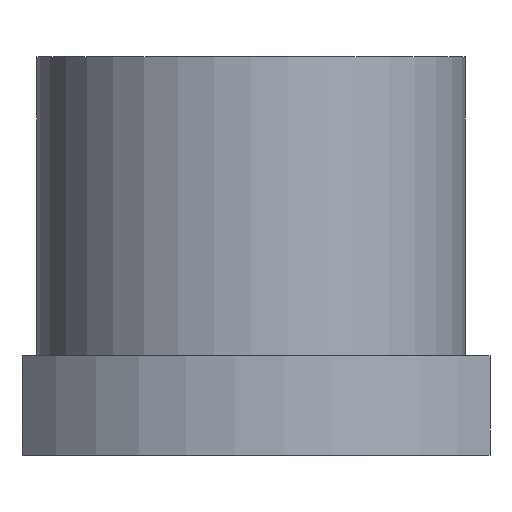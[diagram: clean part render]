
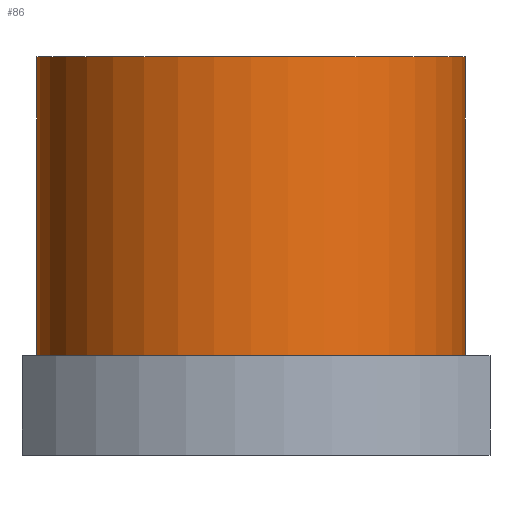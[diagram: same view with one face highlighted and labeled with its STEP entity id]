
A CAD part, front view. The second image highlights one B-rep face of the part: STEP entity #86.
In plain terms, the highlighted cylindrical face has radius 21.5 mm (diameter 43 mm), a full revolution.
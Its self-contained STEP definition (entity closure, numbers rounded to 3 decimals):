
#86=ADVANCED_FACE('',(#178,#179),#180,.T.);
#178=FACE_OUTER_BOUND('',#270,.T.);
#179=FACE_OUTER_BOUND('',#271,.T.);
#180=CYLINDRICAL_SURFACE('',#272,21.5);
#270=EDGE_LOOP('',(#397));
#271=EDGE_LOOP('',(#398));
#272=AXIS2_PLACEMENT_3D('',#399,#400,#401);
#397=ORIENTED_EDGE('',*,*,#461,.T.);
#398=ORIENTED_EDGE('',*,*,#485,.F.);
#399=CARTESIAN_POINT('',(0.0,0.,40.0));
#400=DIRECTION('',(0.0,0.0,-1.0));
#401=DIRECTION('',(-1.0,0.0,0.0));
#461=EDGE_CURVE('',#527,#527,#528,.T.);
#485=EDGE_CURVE('',#563,#563,#564,.T.);
#527=VERTEX_POINT('',#608);
#528=CIRCLE('',#609,21.5);
#563=VERTEX_POINT('',#650);
#564=CIRCLE('',#651,21.5);
#608=CARTESIAN_POINT('',(21.5,0.,10.0));
#609=AXIS2_PLACEMENT_3D('',#697,#698,#699);
#650=CARTESIAN_POINT('',(21.5,0.,40.0));
#651=AXIS2_PLACEMENT_3D('',#733,#734,#735);
#697=CARTESIAN_POINT('',(0.0,0.,10.0));
#698=DIRECTION('',(0.0,0.0,1.0));
#699=DIRECTION('',(1.0,0.0,0.0));
#733=CARTESIAN_POINT('',(0.0,0.,40.0));
#734=DIRECTION('',(0.0,0.0,1.0));
#735=DIRECTION('',(1.0,0.0,0.0));
